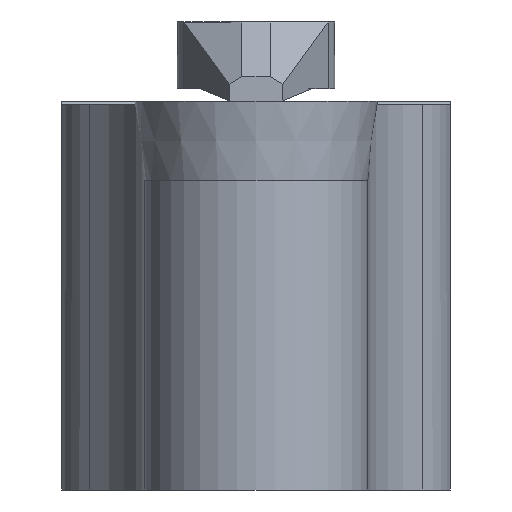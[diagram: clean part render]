
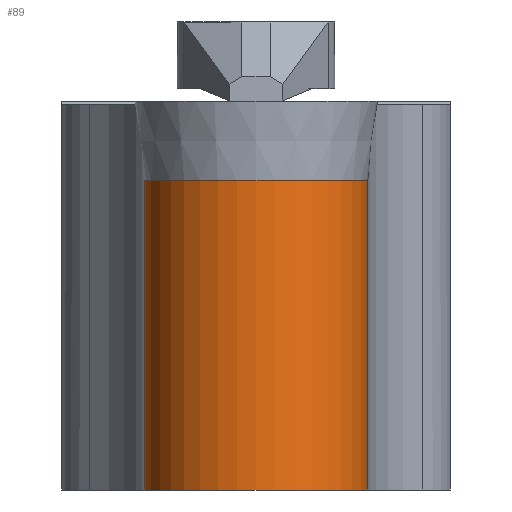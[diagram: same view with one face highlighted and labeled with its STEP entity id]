
A CAD part, left-side view. The second image highlights one B-rep face of the part: STEP entity #89.
In plain terms, the highlighted cylindrical face has radius 9.152 mm (diameter 18.304 mm), a partial arc.
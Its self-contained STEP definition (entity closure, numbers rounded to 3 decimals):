
#49=CYLINDRICAL_SURFACE('',#574,9.152);
#56=FACE_OUTER_BOUND('',#145,.T.);
#89=ADVANCED_FACE('',(#56),#49,.T.);
#145=EDGE_LOOP('',(#210,#211,#212,#213));
#181=CIRCLE('',#572,9.152);
#182=CIRCLE('',#573,9.152);
#210=ORIENTED_EDGE('',*,*,#407,.F.);
#211=ORIENTED_EDGE('',*,*,#408,.T.);
#212=ORIENTED_EDGE('',*,*,#409,.F.);
#213=ORIENTED_EDGE('',*,*,#404,.F.);
#353=VERTEX_POINT('',#801);
#354=VERTEX_POINT('',#803);
#356=VERTEX_POINT('',#809);
#357=VERTEX_POINT('',#811);
#404=EDGE_CURVE('',#353,#354,#470,.T.);
#407=EDGE_CURVE('',#356,#353,#181,.T.);
#408=EDGE_CURVE('',#356,#357,#473,.T.);
#409=EDGE_CURVE('',#354,#357,#182,.T.);
#470=LINE('',#802,#518);
#473=LINE('',#810,#521);
#518=VECTOR('',#637,1.);
#521=VECTOR('',#644,1.);
#572=AXIS2_PLACEMENT_3D('',#808,#642,#643);
#573=AXIS2_PLACEMENT_3D('',#812,#645,#646);
#574=AXIS2_PLACEMENT_3D('',#813,#647,#648);
#637=DIRECTION('',(0.,0.,-1.));
#642=DIRECTION('',(0.,0.,1.));
#643=DIRECTION('',(1.,0.,0.));
#644=DIRECTION('',(0.,0.,-1.));
#645=DIRECTION('',(0.,0.,-1.));
#646=DIRECTION('',(1.,0.,0.));
#647=DIRECTION('',(0.,0.,1.));
#648=DIRECTION('',(1.,0.,0.));
#801=CARTESIAN_POINT('',(10.,-9.152,-6.5));
#802=CARTESIAN_POINT('',(10.,-9.152,-35.));
#803=CARTESIAN_POINT('',(10.,-9.152,-32.));
#808=CARTESIAN_POINT('',(10.,0.,-6.5));
#809=CARTESIAN_POINT('',(10.,9.152,-6.5));
#810=CARTESIAN_POINT('',(10.,9.152,-35.));
#811=CARTESIAN_POINT('',(10.,9.152,-32.));
#812=CARTESIAN_POINT('',(10.,0.,-32.));
#813=CARTESIAN_POINT('',(10.,0.,-35.));
